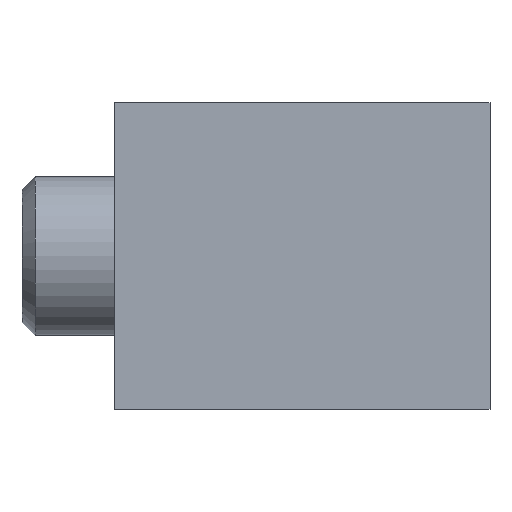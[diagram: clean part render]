
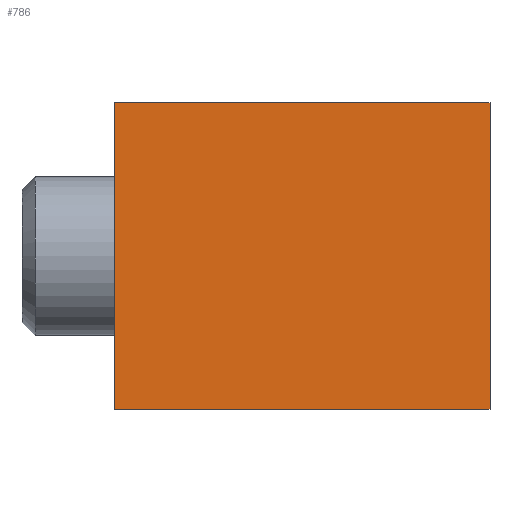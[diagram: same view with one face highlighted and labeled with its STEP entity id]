
A CAD part, top view. The second image highlights one B-rep face of the part: STEP entity #786.
In plain terms, the highlighted planar face has unit normal (0, 0, 1).
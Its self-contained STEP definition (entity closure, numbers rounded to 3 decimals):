
#71=FACE_OUTER_BOUND('',#122,.T.);
#122=EDGE_LOOP('',(#540,#541,#542,#543));
#173=LINE('',#1176,#258);
#176=LINE('',#1182,#261);
#179=LINE('',#1188,#264);
#182=LINE('',#1192,#267);
#258=VECTOR('',#935,10.);
#261=VECTOR('',#940,10.);
#264=VECTOR('',#945,10.);
#267=VECTOR('',#950,10.);
#343=VERTEX_POINT('',#1173);
#344=VERTEX_POINT('',#1175);
#346=VERTEX_POINT('',#1181);
#348=VERTEX_POINT('',#1187);
#416=EDGE_CURVE('',#344,#343,#173,.T.);
#419=EDGE_CURVE('',#346,#344,#176,.T.);
#422=EDGE_CURVE('',#348,#346,#179,.T.);
#425=EDGE_CURVE('',#343,#348,#182,.T.);
#540=ORIENTED_EDGE('',*,*,#425,.T.);
#541=ORIENTED_EDGE('',*,*,#422,.T.);
#542=ORIENTED_EDGE('',*,*,#419,.T.);
#543=ORIENTED_EDGE('',*,*,#416,.T.);
#748=PLANE('',#857);
#786=ADVANCED_FACE('',(#71),#748,.T.);
#857=AXIS2_PLACEMENT_3D('',#1193,#951,#952);
#935=DIRECTION('',(0.,1.,0.));
#940=DIRECTION('',(1.,0.,0.));
#945=DIRECTION('',(0.,-1.,0.));
#950=DIRECTION('',(-1.,0.,0.));
#951=DIRECTION('center_axis',(0.,0.,1.));
#952=DIRECTION('ref_axis',(1.,0.,0.));
#1173=CARTESIAN_POINT('',(7.1,5.8,6.2));
#1175=CARTESIAN_POINT('',(7.1,-5.8,6.2));
#1176=CARTESIAN_POINT('',(7.1,-5.8,6.2));
#1181=CARTESIAN_POINT('',(-7.1,-5.8,6.2));
#1182=CARTESIAN_POINT('',(-7.1,-5.8,6.2));
#1187=CARTESIAN_POINT('',(-7.1,5.8,6.2));
#1188=CARTESIAN_POINT('',(-7.1,5.8,6.2));
#1192=CARTESIAN_POINT('',(7.1,5.8,6.2));
#1193=CARTESIAN_POINT('Origin',(0.,0.,
6.2));
